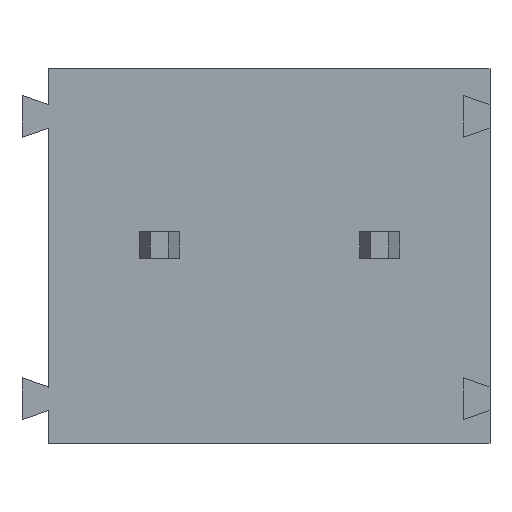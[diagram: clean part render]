
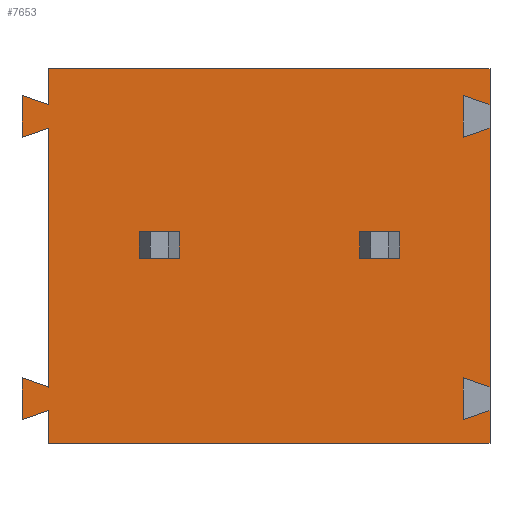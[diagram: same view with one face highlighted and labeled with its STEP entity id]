
A CAD part, front view. The second image highlights one B-rep face of the part: STEP entity #7653.
In plain terms, the highlighted planar face has unit normal (0, -1, 0).
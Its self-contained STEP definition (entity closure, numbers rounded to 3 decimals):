
#76=CARTESIAN_POINT('',(-0.61,-10.2,3.63));
#77=VERTEX_POINT('',#76);
#84=CARTESIAN_POINT('',(0.,-10.2,3.42));
#85=VERTEX_POINT('',#84);
#86=CARTESIAN_POINT('',(-0.61,-10.2,3.63));
#87=DIRECTION('',(0.946,0.,-0.326));
#88=VECTOR('',#87,0.645);
#89=LINE('',#86,#88);
#90=EDGE_CURVE('',#77,#85,#89,.T.);
#581=CARTESIAN_POINT('',(0.,-10.2,4.24));
#582=VERTEX_POINT('',#581);
#589=CARTESIAN_POINT('',(10.,-10.2,4.24));
#590=VERTEX_POINT('',#589);
#591=CARTESIAN_POINT('',(10.,-10.2,4.24));
#592=DIRECTION('',(-1.,0.,0.));
#593=VECTOR('',#592,10.);
#594=LINE('',#591,#593);
#595=EDGE_CURVE('',#590,#582,#594,.T.);
#1334=CARTESIAN_POINT('',(7.05,-10.2,-0.06));
#1335=VERTEX_POINT('',#1334);
#1342=CARTESIAN_POINT('',(7.95,-10.2,-0.06));
#1343=VERTEX_POINT('',#1342);
#1344=CARTESIAN_POINT('',(7.95,-10.2,-0.06));
#1345=DIRECTION('',(-1.,0.,0.));
#1346=VECTOR('',#1345,0.9);
#1347=LINE('',#1344,#1346);
#1348=EDGE_CURVE('',#1343,#1335,#1347,.T.);
#1398=CARTESIAN_POINT('',(7.95,-10.2,0.54));
#1399=VERTEX_POINT('',#1398);
#1406=CARTESIAN_POINT('',(7.05,-10.2,0.54));
#1407=VERTEX_POINT('',#1406);
#1408=CARTESIAN_POINT('',(7.05,-10.2,0.54));
#1409=DIRECTION('',(1.,0.,0.));
#1410=VECTOR('',#1409,0.9);
#1411=LINE('',#1408,#1410);
#1412=EDGE_CURVE('',#1407,#1399,#1411,.T.);
#2362=CARTESIAN_POINT('',(10.,-10.2,-4.26));
#2363=VERTEX_POINT('',#2362);
#2370=CARTESIAN_POINT('',(0.,-10.2,-4.26));
#2371=VERTEX_POINT('',#2370);
#2372=CARTESIAN_POINT('',(0.,-10.2,-4.26));
#2373=DIRECTION('',(1.,0.,0.));
#2374=VECTOR('',#2373,10.);
#2375=LINE('',#2372,#2374);
#2376=EDGE_CURVE('',#2371,#2363,#2375,.T.);
#2640=CARTESIAN_POINT('',(10.,-10.2,2.89));
#2641=VERTEX_POINT('',#2640);
#2648=CARTESIAN_POINT('',(10.,-10.2,-2.98));
#2649=VERTEX_POINT('',#2648);
#2650=CARTESIAN_POINT('',(10.,-10.2,-2.98));
#2651=DIRECTION('',(0.,0.,1.));
#2652=VECTOR('',#2651,5.87);
#2653=LINE('',#2650,#2652);
#2654=EDGE_CURVE('',#2649,#2641,#2653,.T.);
#2672=CARTESIAN_POINT('',(10.,-10.2,-3.51));
#2673=VERTEX_POINT('',#2672);
#2680=CARTESIAN_POINT('',(10.,-10.2,-4.26));
#2681=DIRECTION('',(0.,0.,1.));
#2682=VECTOR('',#2681,0.75);
#2683=LINE('',#2680,#2682);
#2684=EDGE_CURVE('',#2363,#2673,#2683,.T.);
#2702=CARTESIAN_POINT('',(10.,-10.2,3.42));
#2703=VERTEX_POINT('',#2702);
#2704=CARTESIAN_POINT('',(10.,-10.2,3.42));
#2705=DIRECTION('',(0.,0.,1.));
#2706=VECTOR('',#2705,0.82);
#2707=LINE('',#2704,#2706);
#2708=EDGE_CURVE('',#2703,#590,#2707,.T.);
#2764=CARTESIAN_POINT('',(9.39,-10.2,2.68));
#2765=VERTEX_POINT('',#2764);
#2772=CARTESIAN_POINT('',(10.,-10.2,2.89));
#2773=DIRECTION('',(-0.946,0.,-0.326));
#2774=VECTOR('',#2773,0.645);
#2775=LINE('',#2772,#2774);
#2776=EDGE_CURVE('',#2641,#2765,#2775,.T.);
#2787=CARTESIAN_POINT('',(9.39,-10.2,3.63));
#2788=VERTEX_POINT('',#2787);
#2789=CARTESIAN_POINT('',(9.39,-10.2,3.63));
#2790=DIRECTION('',(0.946,0.,-0.326));
#2791=VECTOR('',#2790,0.645);
#2792=LINE('',#2789,#2791);
#2793=EDGE_CURVE('',#2788,#2703,#2792,.T.);
#2837=CARTESIAN_POINT('',(9.39,-10.2,-3.72));
#2838=VERTEX_POINT('',#2837);
#2845=CARTESIAN_POINT('',(10.,-10.2,-3.51));
#2846=DIRECTION('',(-0.946,0.,-0.326));
#2847=VECTOR('',#2846,0.645);
#2848=LINE('',#2845,#2847);
#2849=EDGE_CURVE('',#2673,#2838,#2848,.T.);
#2860=CARTESIAN_POINT('',(9.39,-10.2,-2.77));
#2861=VERTEX_POINT('',#2860);
#2862=CARTESIAN_POINT('',(9.39,-10.2,-2.77));
#2863=DIRECTION('',(0.946,0.,-0.326));
#2864=VECTOR('',#2863,0.645);
#2865=LINE('',#2862,#2864);
#2866=EDGE_CURVE('',#2861,#2649,#2865,.T.);
#2965=CARTESIAN_POINT('',(2.95,-10.2,0.54));
#2966=VERTEX_POINT('',#2965);
#2973=CARTESIAN_POINT('',(2.05,-10.2,0.54));
#2974=VERTEX_POINT('',#2973);
#2975=CARTESIAN_POINT('',(2.05,-10.2,0.54));
#2976=DIRECTION('',(1.,0.,0.));
#2977=VECTOR('',#2976,0.9);
#2978=LINE('',#2975,#2977);
#2979=EDGE_CURVE('',#2974,#2966,#2978,.T.);
#3034=CARTESIAN_POINT('',(2.05,-10.2,-0.06));
#3035=VERTEX_POINT('',#3034);
#3042=CARTESIAN_POINT('',(2.95,-10.2,-0.06));
#3043=VERTEX_POINT('',#3042);
#3044=CARTESIAN_POINT('',(2.95,-10.2,-0.06));
#3045=DIRECTION('',(-1.,0.,0.));
#3046=VECTOR('',#3045,0.9);
#3047=LINE('',#3044,#3046);
#3048=EDGE_CURVE('',#3043,#3035,#3047,.T.);
#5027=CARTESIAN_POINT('',(-0.61,-10.2,2.68));
#5028=VERTEX_POINT('',#5027);
#5029=CARTESIAN_POINT('',(0.,-10.2,2.89));
#5030=VERTEX_POINT('',#5029);
#5031=CARTESIAN_POINT('',(-0.61,-10.2,2.68));
#5032=DIRECTION('',(0.946,0.,0.326));
#5033=VECTOR('',#5032,0.645);
#5034=LINE('',#5031,#5033);
#5035=EDGE_CURVE('',#5028,#5030,#5034,.T.);
#5061=CARTESIAN_POINT('',(-0.61,-10.2,3.63));
#5062=DIRECTION('',(0.,0.,-1.));
#5063=VECTOR('',#5062,0.95);
#5064=LINE('',#5061,#5063);
#5065=EDGE_CURVE('',#77,#5028,#5064,.T.);
#5075=CARTESIAN_POINT('',(-0.61,-10.2,-3.72));
#5076=VERTEX_POINT('',#5075);
#5077=CARTESIAN_POINT('',(0.,-10.2,-3.51));
#5078=VERTEX_POINT('',#5077);
#5079=CARTESIAN_POINT('',(-0.61,-10.2,-3.72));
#5080=DIRECTION('',(0.946,0.,0.326));
#5081=VECTOR('',#5080,0.645);
#5082=LINE('',#5079,#5081);
#5083=EDGE_CURVE('',#5076,#5078,#5082,.T.);
#5147=CARTESIAN_POINT('',(-0.61,-10.2,-2.77));
#5148=VERTEX_POINT('',#5147);
#5155=CARTESIAN_POINT('',(0.,-10.2,-2.98));
#5156=VERTEX_POINT('',#5155);
#5157=CARTESIAN_POINT('',(0.,-10.2,-2.98));
#5158=DIRECTION('',(-0.946,0.,0.326));
#5159=VECTOR('',#5158,0.645);
#5160=LINE('',#5157,#5159);
#5161=EDGE_CURVE('',#5156,#5148,#5160,.T.);
#5180=CARTESIAN_POINT('',(-0.61,-10.2,-2.77));
#5181=DIRECTION('',(0.,0.,-1.));
#5182=VECTOR('',#5181,0.95);
#5183=LINE('',#5180,#5182);
#5184=EDGE_CURVE('',#5148,#5076,#5183,.T.);
#5196=CARTESIAN_POINT('',(0.,-10.2,3.42));
#5197=DIRECTION('',(0.,0.,1.));
#5198=VECTOR('',#5197,0.82);
#5199=LINE('',#5196,#5198);
#5200=EDGE_CURVE('',#85,#582,#5199,.T.);
#5212=CARTESIAN_POINT('',(0.,-10.2,-4.26));
#5213=DIRECTION('',(0.,0.,1.));
#5214=VECTOR('',#5213,0.75);
#5215=LINE('',#5212,#5214);
#5216=EDGE_CURVE('',#2371,#5078,#5215,.T.);
#5221=CARTESIAN_POINT('',(0.,-10.2,-2.98));
#5222=DIRECTION('',(0.,0.,1.));
#5223=VECTOR('',#5222,5.87);
#5224=LINE('',#5221,#5223);
#5225=EDGE_CURVE('',#5156,#5030,#5224,.T.);
#5541=CARTESIAN_POINT('',(7.05,-10.2,-0.06));
#5542=DIRECTION('',(0.,0.,1.));
#5543=VECTOR('',#5542,0.6);
#5544=LINE('',#5541,#5543);
#5545=EDGE_CURVE('',#1335,#1407,#5544,.T.);
#5558=CARTESIAN_POINT('',(7.95,-10.2,0.54));
#5559=DIRECTION('',(0.,0.,-1.));
#5560=VECTOR('',#5559,0.6);
#5561=LINE('',#5558,#5560);
#5562=EDGE_CURVE('',#1399,#1343,#5561,.T.);
#6494=CARTESIAN_POINT('',(9.39,-10.2,2.68));
#6495=DIRECTION('',(0.,0.,1.));
#6496=VECTOR('',#6495,0.95);
#6497=LINE('',#6494,#6496);
#6498=EDGE_CURVE('',#2765,#2788,#6497,.T.);
#6514=CARTESIAN_POINT('',(9.39,-10.2,-3.72));
#6515=DIRECTION('',(0.,0.,1.));
#6516=VECTOR('',#6515,0.95);
#6517=LINE('',#6514,#6516);
#6518=EDGE_CURVE('',#2838,#2861,#6517,.T.);
#6706=CARTESIAN_POINT('',(2.95,-10.2,0.54));
#6707=DIRECTION('',(0.,0.,-1.));
#6708=VECTOR('',#6707,0.6);
#6709=LINE('',#6706,#6708);
#6710=EDGE_CURVE('',#2966,#3043,#6709,.T.);
#6723=CARTESIAN_POINT('',(2.05,-10.2,-0.06));
#6724=DIRECTION('',(0.,0.,1.));
#6725=VECTOR('',#6724,0.6);
#6726=LINE('',#6723,#6725);
#6727=EDGE_CURVE('',#3035,#2974,#6726,.T.);
#7614=CARTESIAN_POINT('',(2.22,-10.2,4.24));
#7615=DIRECTION('',(0.,0.,-1.));
#7616=DIRECTION('',(0.,-1.,0.));
#7617=AXIS2_PLACEMENT_3D('',#7614,#7616,#7615);
#7618=PLANE('',#7617);
#7619=ORIENTED_EDGE('',*,*,#2866,.T.);
#7620=ORIENTED_EDGE('',*,*,#2654,.T.);
#7621=ORIENTED_EDGE('',*,*,#2776,.T.);
#7622=ORIENTED_EDGE('',*,*,#6498,.T.);
#7623=ORIENTED_EDGE('',*,*,#2793,.T.);
#7624=ORIENTED_EDGE('',*,*,#2708,.T.);
#7625=ORIENTED_EDGE('',*,*,#595,.T.);
#7626=ORIENTED_EDGE('',*,*,#5200,.F.);
#7627=ORIENTED_EDGE('',*,*,#90,.F.);
#7628=ORIENTED_EDGE('',*,*,#5065,.T.);
#7629=ORIENTED_EDGE('',*,*,#5035,.T.);
#7630=ORIENTED_EDGE('',*,*,#5225,.F.);
#7631=ORIENTED_EDGE('',*,*,#5161,.T.);
#7632=ORIENTED_EDGE('',*,*,#5184,.T.);
#7633=ORIENTED_EDGE('',*,*,#5083,.T.);
#7634=ORIENTED_EDGE('',*,*,#5216,.F.);
#7635=ORIENTED_EDGE('',*,*,#2376,.T.);
#7636=ORIENTED_EDGE('',*,*,#2684,.T.);
#7637=ORIENTED_EDGE('',*,*,#2849,.T.);
#7638=ORIENTED_EDGE('',*,*,#6518,.T.);
#7639=EDGE_LOOP('',(#7619,#7620,#7621,#7622,#7623,#7624,#7625,#7626,#7627,#7628,#7629,#7630,#7631,#7632,#7633,#7634,#7635,#7636,#7637,#7638));
#7640=FACE_OUTER_BOUND('',#7639,.T.);
#7641=ORIENTED_EDGE('',*,*,#6727,.T.);
#7642=ORIENTED_EDGE('',*,*,#2979,.T.);
#7643=ORIENTED_EDGE('',*,*,#6710,.T.);
#7644=ORIENTED_EDGE('',*,*,#3048,.T.);
#7645=EDGE_LOOP('',(#7641,#7642,#7643,#7644));
#7646=FACE_BOUND('',#7645,.T.);
#7647=ORIENTED_EDGE('',*,*,#5562,.T.);
#7648=ORIENTED_EDGE('',*,*,#1348,.T.);
#7649=ORIENTED_EDGE('',*,*,#5545,.T.);
#7650=ORIENTED_EDGE('',*,*,#1412,.T.);
#7651=EDGE_LOOP('',(#7647,#7648,#7649,#7650));
#7652=FACE_BOUND('',#7651,.T.);
#7653=ADVANCED_FACE('',(#7640,#7646,#7652),#7618,.T.);
